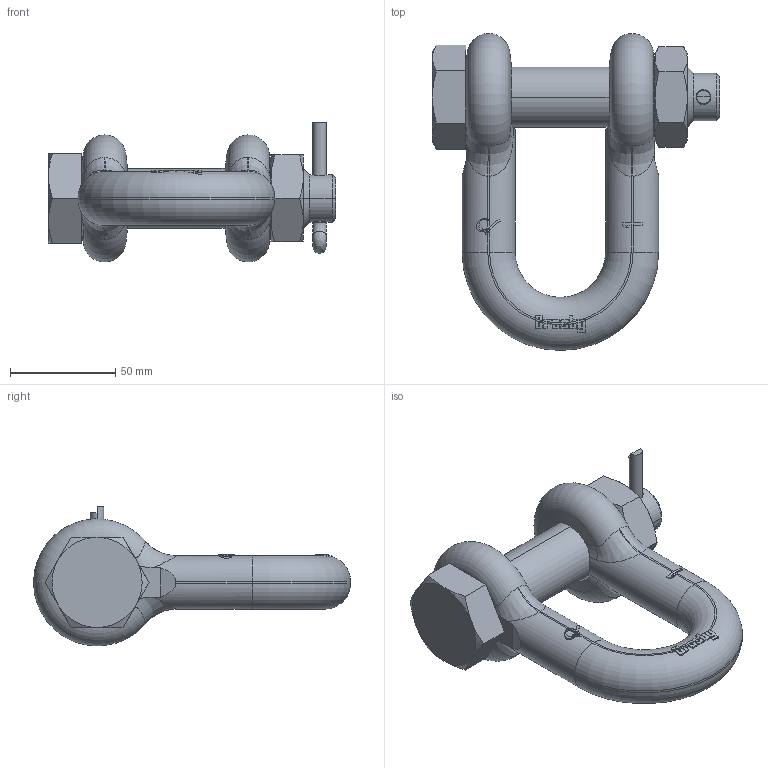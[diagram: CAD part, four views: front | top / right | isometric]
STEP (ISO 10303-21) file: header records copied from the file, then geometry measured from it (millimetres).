
FILE_DESCRIPTION((''),'2;1');
FILE_NAME('CROSBY_2150_100','2003-11-18T',('adoughty'),('The Crosby Group, Inc.'),'PRO/ENGINEER BY PARAMETRIC TECHNOLOGY CORPORATION, 2001150','PRO/ENGINEER BY PARAMETRIC TECHNOLOGY CORPORATION, 2001150','');
FILE_SCHEMA(('CONFIG_CONTROL_DESIGN'));
Length unit declared in the file: inch
Products named in the file (1): CROSBY_2150_100
Bounding box: 136.53 x 150.75 x 66.53 mm (x, y, z)
Volume: 289133.7 mm3; surface area: 55824.4 mm2
Topology: 3 solids, 3 shells, 266 faces, 725 edges, 467 vertices
Faces by surface type: plane 115, cylinder 81, torus 31, bspline 21, cone 18
Entity records: 10570 total; most frequent: CARTESIAN_POINT 4410, ORIENTED_EDGE 1450, DIRECTION 1036, EDGE_CURVE 725, VERTEX_POINT 467, AXIS2_PLACEMENT_3D 390, B_SPLINE_CURVE_WITH_KNOTS 324, EDGE_LOOP 274
